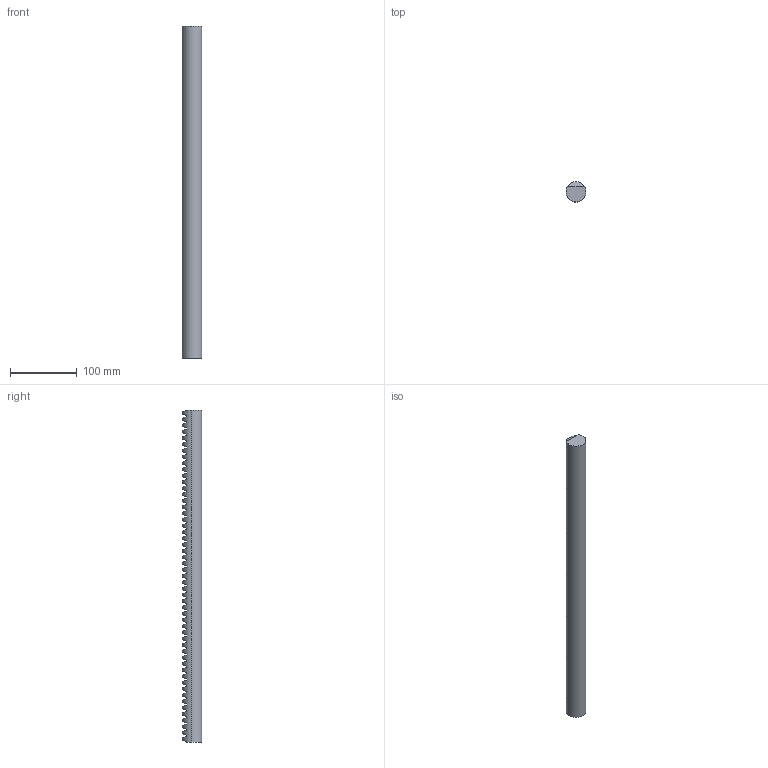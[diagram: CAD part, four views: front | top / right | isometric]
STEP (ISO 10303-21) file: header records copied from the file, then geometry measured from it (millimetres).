
FILE_DESCRIPTION (( 'STEP AP214' ), '1' );
FILE_NAME ('141-530-050.STEP', '2024-10-29T15:01:23', ( '' ), ( '' ), 'SwSTEP 2.0', 'SolidWorks 2021', '' );
FILE_SCHEMA (( 'AUTOMOTIVE_DESIGN' ));
Length unit declared in the file: millimetre
Products named in the file (1): 141-530-050
Bounding box: 30 x 29.97 x 498.86 mm (x, y, z)
Volume: 327518 mm3; surface area: 56079.6 mm2
Topology: 1 solids, 1 shells, 164 faces, 330 edges, 220 vertices
Faces by surface type: plane 162, cylinder 2
Entity records: 4214 total; most frequent: CARTESIAN_POINT 1033, ORIENTED_EDGE 660, DIRECTION 560, EDGE_CURVE 330, VERTEX_POINT 220, VECTOR 218, LINE 218, EDGE_LOOP 216
